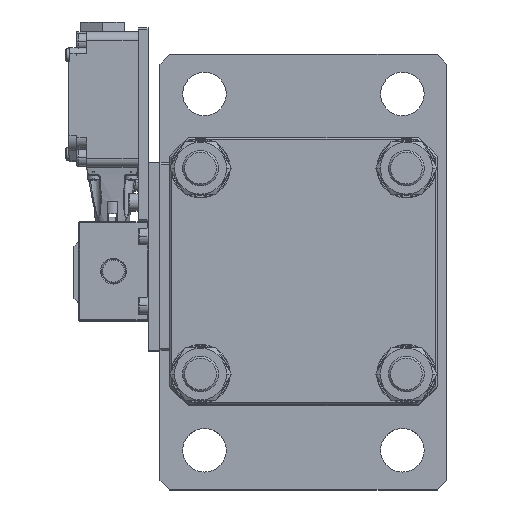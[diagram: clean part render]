
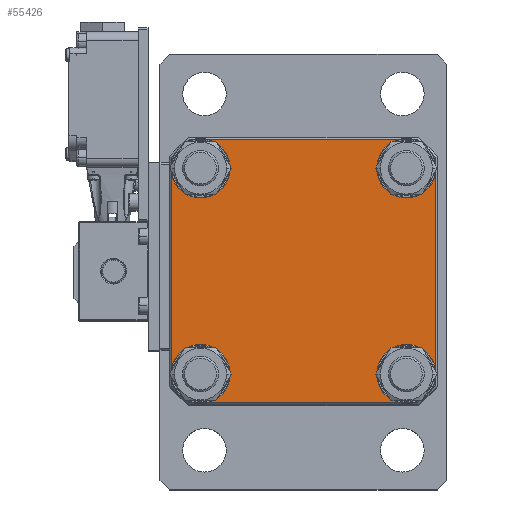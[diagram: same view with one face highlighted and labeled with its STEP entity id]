
A CAD part, top view. The second image highlights one B-rep face of the part: STEP entity #55426.
In plain terms, the highlighted face is planar.
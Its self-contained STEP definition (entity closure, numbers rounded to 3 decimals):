
#936 = VERTEX_POINT ( 'NONE', #27722 ) ;
#946 = VERTEX_POINT ( 'NONE', #27732 ) ;
#947 = VERTEX_POINT ( 'NONE', #27733 ) ;
#1085 = VERTEX_POINT ( 'NONE', #27871 ) ;
#1088 = VERTEX_POINT ( 'NONE', #27874 ) ;
#1090 = VERTEX_POINT ( 'NONE', #27876 ) ;
#1094 = VERTEX_POINT ( 'NONE', #27880 ) ;
#1097 = VERTEX_POINT ( 'NONE', #27883 ) ;
#1098 = VERTEX_POINT ( 'NONE', #27884 ) ;
#2863 = PLANE ( 'NONE',  #9765 ) ;
#2864 = CARTESIAN_POINT ( 'NONE',  ( 10766.36, -25956.085, 0. ) ) ;
#2865 = DIRECTION ( 'NONE',  ( 0., 0., 1. ) ) ;
#2866 = DIRECTION ( 'NONE',  ( 1., 0., 0. ) ) ;
#5952 = EDGE_CURVE ( 'NONE', #72880, #72856, #40323, .T. ) ;
#5959 = EDGE_CURVE ( 'NONE', #72876, #72891, #40483, .T. ) ;
#5965 = EDGE_CURVE ( 'NONE', #72874, #72872, #40500, .T. ) ;
#5972 = EDGE_CURVE ( 'NONE', #1098, #72873, #40474, .T. ) ;
#6001 = EDGE_CURVE ( 'NONE', #1097, #1088, #40598, .T. ) ;
#6003 = EDGE_CURVE ( 'NONE', #1094, #1097, #79815, .T. ) ;
#6005 = EDGE_CURVE ( 'NONE', #1088, #1090, #79816, .T. ) ;
#6007 = EDGE_CURVE ( 'NONE', #1090, #946, #40205, .T. ) ;
#6009 = EDGE_CURVE ( 'NONE', #946, #936, #79818, .T. ) ;
#6011 = EDGE_CURVE ( 'NONE', #936, #947, #40195, .T. ) ;
#6013 = EDGE_CURVE ( 'NONE', #947, #1085, #79820, .T. ) ;
#6014 = EDGE_CURVE ( 'NONE', #1085, #1094, #40180, .T. ) ;
#6016 = EDGE_CURVE ( 'NONE', #72891, #72876, #40559, .T. ) ;
#6018 = EDGE_CURVE ( 'NONE', #72873, #1098, #40176, .T. ) ;
#6020 = EDGE_CURVE ( 'NONE', #72872, #72874, #40033, .T. ) ;
#6022 = EDGE_CURVE ( 'NONE', #72856, #72880, #40614, .T. ) ;
#9765 = AXIS2_PLACEMENT_3D ( 'NONE', #2864, #2865, #2866 ) ;
#14519 = CARTESIAN_POINT ( 'NONE',  ( 10827.61, -25904.085, 0. ) ) ;
#14535 = CARTESIAN_POINT ( 'NONE',  ( 10723.61, -26008.085, 0. ) ) ;
#14536 = CARTESIAN_POINT ( 'NONE',  ( 10723.61, -25904.085, 0. ) ) ;
#14537 = CARTESIAN_POINT ( 'NONE',  ( 10705.11, -26008.085, 0. ) ) ;
#14539 = CARTESIAN_POINT ( 'NONE',  ( 10809.11, -26008.085, 0. ) ) ;
#14543 = CARTESIAN_POINT ( 'NONE',  ( 10809.11, -25904.085, 0. ) ) ;
#14554 = CARTESIAN_POINT ( 'NONE',  ( 10827.61, -26008.085, 0. ) ) ;
#27722 = CARTESIAN_POINT ( 'NONE',  ( 10823.994, -25889.585, 0. ) ) ;
#27732 = CARTESIAN_POINT ( 'NONE',  ( 10708.725, -25889.585, 0. ) ) ;
#27733 = CARTESIAN_POINT ( 'NONE',  ( 10832.86, -25898.451, 0. ) ) ;
#27871 = CARTESIAN_POINT ( 'NONE',  ( 10832.86, -26013.72, 0. ) ) ;
#27874 = CARTESIAN_POINT ( 'NONE',  ( 10699.86, -26013.72, 0. ) ) ;
#27876 = CARTESIAN_POINT ( 'NONE',  ( 10699.86, -25898.451, 0. ) ) ;
#27880 = CARTESIAN_POINT ( 'NONE',  ( 10823.994, -26022.585, 0. ) ) ;
#27883 = CARTESIAN_POINT ( 'NONE',  ( 10708.725, -26022.585, 0. ) ) ;
#27884 = CARTESIAN_POINT ( 'NONE',  ( 10705.11, -25904.085, 0. ) ) ;
#28264 = CARTESIAN_POINT ( 'NONE',  ( 10818.36, -25904.085, 0. ) ) ;
#28265 = DIRECTION ( 'NONE',  ( 0., 0., 1. ) ) ;
#28266 = DIRECTION ( 'NONE',  ( 1., 0., 0. ) ) ;
#28274 = CARTESIAN_POINT ( 'NONE',  ( 10818.36, -26008.085, 0. ) ) ;
#28275 = DIRECTION ( 'NONE',  ( 0., 0., 1. ) ) ;
#28276 = DIRECTION ( 'NONE',  ( 1., 0., 0. ) ) ;
#28284 = CARTESIAN_POINT ( 'NONE',  ( 10714.36, -26008.085, 0. ) ) ;
#28285 = DIRECTION ( 'NONE',  ( 0., 0., 1. ) ) ;
#28286 = DIRECTION ( 'NONE',  ( 1., 0., 0. ) ) ;
#28294 = CARTESIAN_POINT ( 'NONE',  ( 10714.36, -25904.085, 0. ) ) ;
#28295 = DIRECTION ( 'NONE',  ( 0., 0., 1. ) ) ;
#28296 = DIRECTION ( 'NONE',  ( 1., 0., 0. ) ) ;
#28340 = CARTESIAN_POINT ( 'NONE',  ( 10766.36, -25956.085, 0. ) ) ;
#28341 = DIRECTION ( 'NONE',  ( 0., 0., -1. ) ) ;
#28342 = DIRECTION ( 'NONE',  ( 1., 0., 0. ) ) ;
#28343 = CARTESIAN_POINT ( 'NONE',  ( 10766.36, -26022.585, 0. ) ) ;
#28344 = DIRECTION ( 'NONE',  ( -1., 0., 0. ) ) ;
#28345 = CARTESIAN_POINT ( 'NONE',  ( 10699.86, -25956.085, 0. ) ) ;
#28346 = DIRECTION ( 'NONE',  ( 0., 1., 0. ) ) ;
#28347 = CARTESIAN_POINT ( 'NONE',  ( 10766.36, -25956.085, 0. ) ) ;
#28348 = DIRECTION ( 'NONE',  ( 0., 0., -1. ) ) ;
#28349 = DIRECTION ( 'NONE',  ( 1., 0., 0. ) ) ;
#28350 = CARTESIAN_POINT ( 'NONE',  ( 10766.36, -25889.585, 0. ) ) ;
#28351 = DIRECTION ( 'NONE',  ( 1., 0., 0. ) ) ;
#28352 = CARTESIAN_POINT ( 'NONE',  ( 10766.36, -25956.085, 0. ) ) ;
#28353 = DIRECTION ( 'NONE',  ( 0., 0., -1. ) ) ;
#28354 = DIRECTION ( 'NONE',  ( 1., 0., 0. ) ) ;
#28355 = CARTESIAN_POINT ( 'NONE',  ( 10832.86, -25956.085, 0. ) ) ;
#28356 = DIRECTION ( 'NONE',  ( 0., -1., 0. ) ) ;
#28357 = CARTESIAN_POINT ( 'NONE',  ( 10766.36, -25956.085, 0. ) ) ;
#28358 = DIRECTION ( 'NONE',  ( 0., 0., -1. ) ) ;
#28359 = DIRECTION ( 'NONE',  ( 1., 0., 0. ) ) ;
#28360 = CARTESIAN_POINT ( 'NONE',  ( 10818.36, -26008.085, 0. ) ) ;
#28361 = DIRECTION ( 'NONE',  ( 0., 0., 1. ) ) ;
#28362 = DIRECTION ( 'NONE',  ( 1., 0., 0. ) ) ;
#28363 = CARTESIAN_POINT ( 'NONE',  ( 10714.36, -25904.085, 0. ) ) ;
#28364 = DIRECTION ( 'NONE',  ( 0., 0., 1. ) ) ;
#28365 = DIRECTION ( 'NONE',  ( 1., 0., 0. ) ) ;
#28366 = CARTESIAN_POINT ( 'NONE',  ( 10714.36, -26008.085, 0. ) ) ;
#28367 = DIRECTION ( 'NONE',  ( 0., 0., 1. ) ) ;
#28368 = DIRECTION ( 'NONE',  ( 1., 0., 0. ) ) ;
#28369 = CARTESIAN_POINT ( 'NONE',  ( 10818.36, -25904.085, 0. ) ) ;
#28370 = DIRECTION ( 'NONE',  ( 0., 0., 1. ) ) ;
#28371 = DIRECTION ( 'NONE',  ( 1., 0., 0. ) ) ;
#39983 = AXIS2_PLACEMENT_3D ( 'NONE', #28294, #28295, #28296 ) ;
#40033 = CIRCLE ( 'NONE', #40729, 9.25 ) ;
#40046 = VECTOR ( 'NONE', #28356, 1000. ) ;
#40176 = CIRCLE ( 'NONE', #40710, 9.25 ) ;
#40180 = CIRCLE ( 'NONE', #40617, 88. ) ;
#40195 = CIRCLE ( 'NONE', #40564, 88. ) ;
#40199 = AXIS2_PLACEMENT_3D ( 'NONE', #28340, #28341, #28342 ) ;
#40205 = CIRCLE ( 'NONE', #40551, 88. ) ;
#40323 = CIRCLE ( 'NONE', #40469, 9.25 ) ;
#40469 = AXIS2_PLACEMENT_3D ( 'NONE', #28264, #28265, #28266 ) ;
#40472 = AXIS2_PLACEMENT_3D ( 'NONE', #28284, #28285, #28286 ) ;
#40474 = CIRCLE ( 'NONE', #39983, 9.25 ) ;
#40483 = CIRCLE ( 'NONE', #40496, 9.25 ) ;
#40496 = AXIS2_PLACEMENT_3D ( 'NONE', #28274, #28275, #28276 ) ;
#40500 = CIRCLE ( 'NONE', #40472, 9.25 ) ;
#40551 = AXIS2_PLACEMENT_3D ( 'NONE', #28347, #28348, #28349 ) ;
#40553 = VECTOR ( 'NONE', #28346, 1000. ) ;
#40557 = VECTOR ( 'NONE', #28351, 1000. ) ;
#40559 = CIRCLE ( 'NONE', #40621, 9.25 ) ;
#40562 = VECTOR ( 'NONE', #28344, 1000. ) ;
#40564 = AXIS2_PLACEMENT_3D ( 'NONE', #28352, #28353, #28354 ) ;
#40598 = CIRCLE ( 'NONE', #40199, 88. ) ;
#40614 = CIRCLE ( 'NONE', #40726, 9.25 ) ;
#40617 = AXIS2_PLACEMENT_3D ( 'NONE', #28357, #28358, #28359 ) ;
#40621 = AXIS2_PLACEMENT_3D ( 'NONE', #28360, #28361, #28362 ) ;
#40710 = AXIS2_PLACEMENT_3D ( 'NONE', #28363, #28364, #28365 ) ;
#40726 = AXIS2_PLACEMENT_3D ( 'NONE', #28369, #28370, #28371 ) ;
#40729 = AXIS2_PLACEMENT_3D ( 'NONE', #28366, #28367, #28368 ) ;
#55426 = ADVANCED_FACE ( 'NONE', ( #83753, #83754, #83755, #83756, #83757 ), #2863, .F. ) ;
#63026 = ORIENTED_EDGE ( 'NONE', *, *, #6003, .T. ) ;
#63037 = ORIENTED_EDGE ( 'NONE', *, *, #6005, .T. ) ;
#63038 = ORIENTED_EDGE ( 'NONE', *, *, #6001, .T. ) ;
#63039 = ORIENTED_EDGE ( 'NONE', *, *, #6007, .T. ) ;
#63040 = ORIENTED_EDGE ( 'NONE', *, *, #6009, .T. ) ;
#63041 = ORIENTED_EDGE ( 'NONE', *, *, #6011, .T. ) ;
#63042 = ORIENTED_EDGE ( 'NONE', *, *, #6013, .T. ) ;
#63043 = ORIENTED_EDGE ( 'NONE', *, *, #6014, .T. ) ;
#63045 = ORIENTED_EDGE ( 'NONE', *, *, #6016, .T. ) ;
#63046 = ORIENTED_EDGE ( 'NONE', *, *, #5959, .T. ) ;
#63047 = ORIENTED_EDGE ( 'NONE', *, *, #6018, .T. ) ;
#63048 = ORIENTED_EDGE ( 'NONE', *, *, #5972, .T. ) ;
#63049 = ORIENTED_EDGE ( 'NONE', *, *, #6020, .T. ) ;
#63050 = ORIENTED_EDGE ( 'NONE', *, *, #5965, .T. ) ;
#63051 = ORIENTED_EDGE ( 'NONE', *, *, #6022, .T. ) ;
#63052 = ORIENTED_EDGE ( 'NONE', *, *, #5952, .T. ) ;
#72856 = VERTEX_POINT ( 'NONE', #14519 ) ;
#72872 = VERTEX_POINT ( 'NONE', #14535 ) ;
#72873 = VERTEX_POINT ( 'NONE', #14536 ) ;
#72874 = VERTEX_POINT ( 'NONE', #14537 ) ;
#72876 = VERTEX_POINT ( 'NONE', #14539 ) ;
#72880 = VERTEX_POINT ( 'NONE', #14543 ) ;
#72891 = VERTEX_POINT ( 'NONE', #14554 ) ;
#73393 = EDGE_LOOP ( 'NONE', ( #63026, #63038, #63037, #63039, #63040, #63041, #63042, #63043 ) ) ;
#73394 = EDGE_LOOP ( 'NONE', ( #63046, #63045 ) ) ;
#73395 = EDGE_LOOP ( 'NONE', ( #63048, #63047 ) ) ;
#73396 = EDGE_LOOP ( 'NONE', ( #63050, #63049 ) ) ;
#73397 = EDGE_LOOP ( 'NONE', ( #63052, #63051 ) ) ;
#79815 = LINE ( 'NONE', #28343, #40562 ) ;
#79816 = LINE ( 'NONE', #28345, #40553 ) ;
#79818 = LINE ( 'NONE', #28350, #40557 ) ;
#79820 = LINE ( 'NONE', #28355, #40046 ) ;
#83753 = FACE_OUTER_BOUND ( 'NONE', #73393, .T. ) ;
#83754 = FACE_BOUND ( 'NONE', #73394, .T. ) ;
#83755 = FACE_BOUND ( 'NONE', #73395, .T. ) ;
#83756 = FACE_BOUND ( 'NONE', #73396, .T. ) ;
#83757 = FACE_BOUND ( 'NONE', #73397, .T. ) ;
